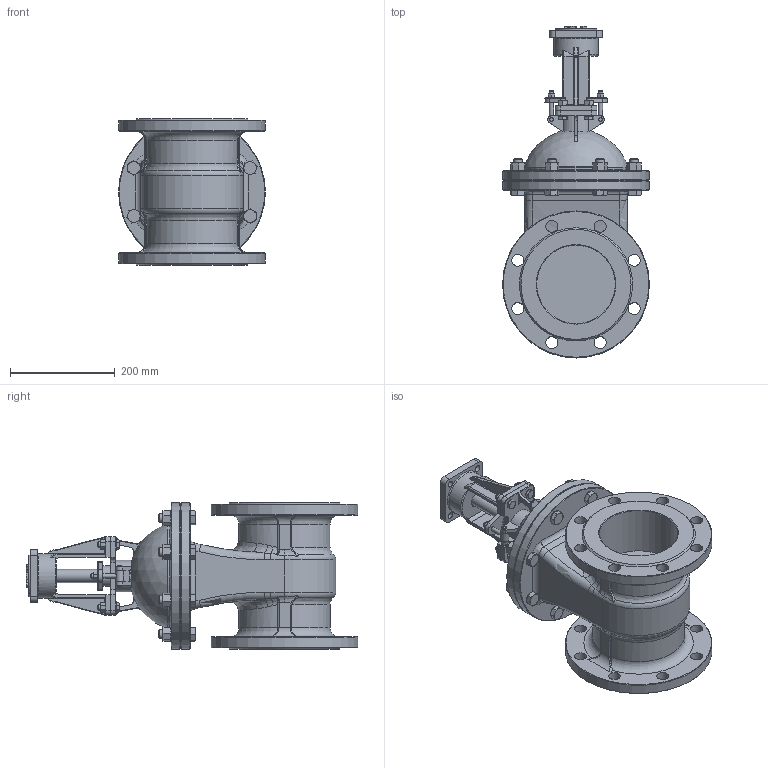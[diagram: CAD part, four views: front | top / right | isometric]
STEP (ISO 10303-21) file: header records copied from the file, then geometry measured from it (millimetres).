
FILE_DESCRIPTION(/* description */ (''),/* implementation_level */ '2;1');
FILE_NAME(/* name */ 'DN150_3D_STEP.stp',/* time_stamp */ '2024-02-09T23:24:40+03:00',/* author */ ('igorr'),/* organization */ (''),/* preprocessor_version */ 'ST-DEVELOPER v19.2',/* originating_system */ 'Autodesk Inventor 2023',/* authorisation */ '');
FILE_SCHEMA (('AUTOMOTIVE_DESIGN { 1 0 10303 214 3 1 1 }'));
Length unit declared in the file: millimetre
Products named in the file (7): Сборка; Деталь1; ANSI B18.2.4.2M - M16x2; AS 1110 - M16 x 60; AS 1110 - M10 x 35; ANSI B18.2.4.2M - M10x1,5; ANSI B18.2.4.2M - M8x1,25
Assembly tree (27 placements, depth 2):
  Сборка
    Деталь1
    ANSI B18.2.4.2M - M16x2  x8
    AS 1110 - M16 x 60  x8
    AS 1110 - M10 x 35  x4
    ANSI B18.2.4.2M - M10x1,5  x4
    ANSI B18.2.4.2M - M8x1,25  x2
Bounding box: 280 x 633 x 280 mm (x, y, z)
Volume: 12390503 mm3; surface area: 943492.5 mm2
Topology: 31 solids, 31 shells, 1217 faces, 2856 edges, 1716 vertices
Faces by surface type: plane 480, cone 294, cylinder 268, bspline 105, torus 65, sphere 5
Full cylindrical faces by diameter (mm): 6.647 x2, 7 x4, 8 x4, 8.376 x4, 10 x16, 12 x4, 13.835 x8, 15 x2, 16 x28, 23 x16, 24 x8, 25 x1, 30 x3, 32 x1, 40 x1, 50 x1, 70 x1, 80 x1, 85.131 x1, 150 x2, 200 x2, 280 x4
Entity records: 26332 total; most frequent: CARTESIAN_POINT 8545, ORIENTED_EDGE 3544, DIRECTION 3461, EDGE_CURVE 1772, AXIS2_PLACEMENT_3D 1376, VERTEX_POINT 1096, EDGE_LOOP 858, FACE_OUTER_BOUND 724
